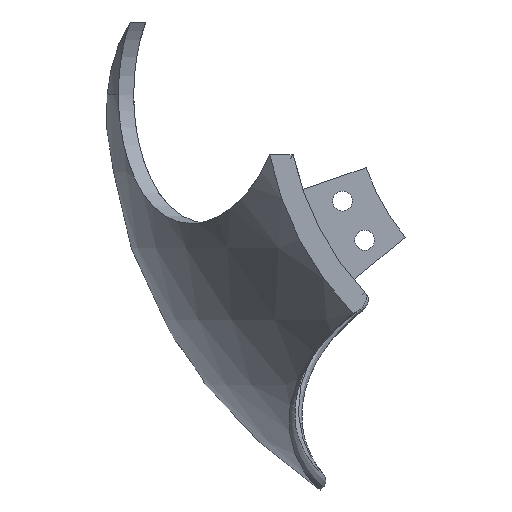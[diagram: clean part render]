
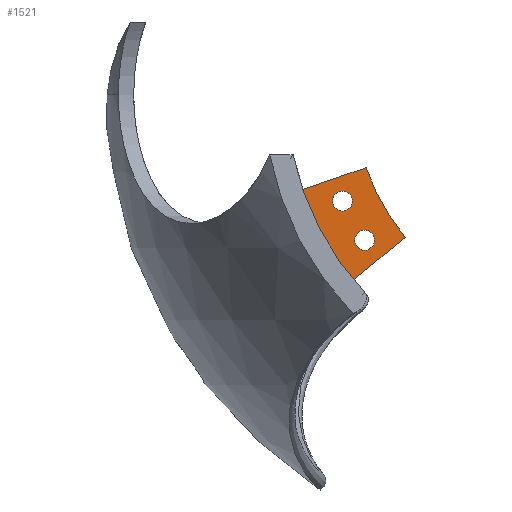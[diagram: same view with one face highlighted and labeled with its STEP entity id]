
A CAD part, left-side view. The second image highlights one B-rep face of the part: STEP entity #1521.
In plain terms, the highlighted planar face has unit normal (-1, 0, 0).
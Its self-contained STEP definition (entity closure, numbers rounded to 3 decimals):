
#8 = EDGE_CURVE ( 'NONE', #2181, #1803, #2417, .T. ) ;
#12 = ORIENTED_EDGE ( 'NONE', *, *, #1102, .F. ) ;
#44 = LINE ( 'NONE', #2493, #1694 ) ;
#49 = VECTOR ( 'NONE', #790, 1000. ) ;
#65 = EDGE_CURVE ( 'NONE', #1752, #2181, #702, .T. ) ;
#79 = CARTESIAN_POINT ( 'NONE',  ( -33.9, 23.441, -19.545 ) ) ;
#128 = DIRECTION ( 'NONE',  ( -1., 0., 0. ) ) ;
#146 = FACE_OUTER_BOUND ( 'NONE', #2064, .T. ) ;
#185 = B_SPLINE_CURVE_WITH_KNOTS ( 'NONE', 3,
 ( #2426, #2443, #2449, #2250 ),
 .UNSPECIFIED., .F., .F.,
 ( 4, 4 ),
 ( 0., 0. ),
 .UNSPECIFIED. ) ;
#244 = AXIS2_PLACEMENT_3D ( 'NONE', #1546, #306, #1749 ) ;
#272 = CARTESIAN_POINT ( 'NONE',  ( -33.9, 28.72, -10.328 ) ) ;
#293 = CARTESIAN_POINT ( 'NONE',  ( -33.9, 23.215, -19.304 ) ) ;
#306 = DIRECTION ( 'NONE',  ( -1., 0., 0. ) ) ;
#319 = CARTESIAN_POINT ( 'NONE',  ( -33.9, 27.642, -9.574 ) ) ;
#361 = CIRCLE ( 'NONE', #2671, 1. ) ;
#368 = EDGE_CURVE ( 'NONE', #2412, #1199, #1154, .T. ) ;
#375 = DIRECTION ( 'NONE',  ( -1., 0., 0. ) ) ;
#393 = ORIENTED_EDGE ( 'NONE', *, *, #1748, .F. ) ;
#451 = EDGE_CURVE ( 'NONE', #2399, #1342, #185, .T. ) ;
#468 = CARTESIAN_POINT ( 'NONE',  ( -33.9, 21.409, -14.677 ) ) ;
#492 = VERTEX_POINT ( 'NONE', #1654 ) ;
#493 = AXIS2_PLACEMENT_3D ( 'NONE', #1129, #2562, #1332 ) ;
#502 = CARTESIAN_POINT ( 'NONE',  ( -33.9, 0., 0. ) ) ;
#516 = ORIENTED_EDGE ( 'NONE', *, *, #368, .T. ) ;
#544 = EDGE_LOOP ( 'NONE', ( #1461, #1565 ) ) ;
#545 = CIRCLE ( 'NONE', #867, 30.52 ) ;
#554 = AXIS2_PLACEMENT_3D ( 'NONE', #1552, #1558, #1548 ) ;
#570 = CARTESIAN_POINT ( 'NONE',  ( -33.9, 27.514, -9.936 ) ) ;
#580 = CIRCLE ( 'NONE', #244, 1. ) ;
#604 = FACE_BOUND ( 'NONE', #544, .T. ) ;
#658 = DIRECTION ( 'NONE',  ( 0., -0.799, -0.602 ) ) ;
#659 = EDGE_CURVE ( 'NONE', #2054, #1101, #1178, .T. ) ;
#702 = LINE ( 'NONE', #1883, #1335 ) ;
#733 = VERTEX_POINT ( 'NONE', #319 ) ;
#790 = DIRECTION ( 'NONE',  ( 0., 0.945, -0.327 ) ) ;
#860 = DIRECTION ( 'NONE',  ( 0., 0., 1. ) ) ;
#867 = AXIS2_PLACEMENT_3D ( 'NONE', #2405, #1175, #2606 ) ;
#920 = CARTESIAN_POINT ( 'NONE',  ( -33.9, 22.493, -18.703 ) ) ;
#987 = DIRECTION ( 'NONE',  ( 0., 0.941, -0.34 ) ) ;
#997 = CARTESIAN_POINT ( 'NONE',  ( -33.9, 27.642, -9.574 ) ) ;
#1014 = CARTESIAN_POINT ( 'NONE',  ( -33.9, 21.261, -7.364 ) ) ;
#1055 = DIRECTION ( 'NONE',  ( 0., -0.769, 0.639 ) ) ;
#1078 = LINE ( 'NONE', #997, #49 ) ;
#1101 = VERTEX_POINT ( 'NONE', #1937 ) ;
#1102 = EDGE_CURVE ( 'NONE', #2180, #2029, #580, .T. ) ;
#1113 = LINE ( 'NONE', #570, #1539 ) ;
#1129 = CARTESIAN_POINT ( 'NONE',  ( -33.9, 0., 0. ) ) ;
#1141 = AXIS2_PLACEMENT_3D ( 'NONE', #468, #1912, #658 ) ;
#1154 = CIRCLE ( 'NONE', #1780, 22.5 ) ;
#1162 = DIRECTION ( 'NONE',  ( 0., -0.866, -0.5 ) ) ;
#1166 = DIRECTION ( 'NONE',  ( 1., 0., 0. ) ) ;
#1175 = DIRECTION ( 'NONE',  ( -1., 0., 0. ) ) ;
#1178 = CIRCLE ( 'NONE', #554, 1. ) ;
#1197 = CARTESIAN_POINT ( 'NONE',  ( -33.9, 0., 0. ) ) ;
#1198 = EDGE_CURVE ( 'NONE', #1199, #733, #1078, .T. ) ;
#1199 = VERTEX_POINT ( 'NONE', #1014 ) ;
#1200 = CARTESIAN_POINT ( 'NONE',  ( -33.9, 23.215, -19.304 ) ) ;
#1228 = VERTEX_POINT ( 'NONE', #2045 ) ;
#1283 = CARTESIAN_POINT ( 'NONE',  ( -33.9, 23.632, -9.736 ) ) ;
#1315 = CARTESIAN_POINT ( 'NONE',  ( -33.9, 23.376, -19.455 ) ) ;
#1321 = CARTESIAN_POINT ( 'NONE',  ( -33.9, 23.632, -11.736 ) ) ;
#1332 = DIRECTION ( 'NONE',  ( 0., 0.866, 0.5 ) ) ;
#1335 = VECTOR ( 'NONE', #1891, 1000. ) ;
#1342 = VERTEX_POINT ( 'NONE', #272 ) ;
#1347 = DIRECTION ( 'NONE',  ( 1., 0., 0. ) ) ;
#1367 = CIRCLE ( 'NONE', #493, 29.253 ) ;
#1412 = CARTESIAN_POINT ( 'NONE',  ( -33.9, 22.509, -18.684 ) ) ;
#1433 = AXIS2_PLACEMENT_3D ( 'NONE', #2185, #128, #1573 ) ;
#1461 = ORIENTED_EDGE ( 'NONE', *, *, #659, .T. ) ;
#1521 = ADVANCED_FACE ( 'NONE', ( #146, #604, #2206 ), #1964, .T. ) ;
#1527 = CARTESIAN_POINT ( 'NONE',  ( -33.9, 23.301, -19.375 ) ) ;
#1539 = VECTOR ( 'NONE', #987, 1000. ) ;
#1546 = CARTESIAN_POINT ( 'NONE',  ( -33.9, 23.632, -10.736 ) ) ;
#1548 = DIRECTION ( 'NONE',  ( 0., -0.799, -0.602 ) ) ;
#1552 = CARTESIAN_POINT ( 'NONE',  ( -33.9, 21.409, -14.677 ) ) ;
#1558 = DIRECTION ( 'NONE',  ( 1., 0., 0. ) ) ;
#1565 = ORIENTED_EDGE ( 'NONE', *, *, #2669, .T. ) ;
#1566 = ORIENTED_EDGE ( 'NONE', *, *, #2119, .T. ) ;
#1573 = DIRECTION ( 'NONE',  ( 0., 0., -1. ) ) ;
#1577 = EDGE_CURVE ( 'NONE', #1342, #1228, #545, .T. ) ;
#1617 = CARTESIAN_POINT ( 'NONE',  ( -33.9, 23.632, -10.736 ) ) ;
#1654 = CARTESIAN_POINT ( 'NONE',  ( -33.9, 27.514, -9.936 ) ) ;
#1660 = AXIS2_PLACEMENT_3D ( 'NONE', #502, #1347, #860 ) ;
#1691 = EDGE_CURVE ( 'NONE', #492, #2399, #1113, .T. ) ;
#1694 = VECTOR ( 'NONE', #1055, 1000. ) ;
#1707 = CARTESIAN_POINT ( 'NONE',  ( -33.9, 21.409, -15.677 ) ) ;
#1748 = EDGE_CURVE ( 'NONE', #2029, #2180, #361, .T. ) ;
#1749 = DIRECTION ( 'NONE',  ( 0., -0.766, -0.643 ) ) ;
#1752 = VERTEX_POINT ( 'NONE', #1200 ) ;
#1780 = AXIS2_PLACEMENT_3D ( 'NONE', #1197, #1166, #1162 ) ;
#1803 = VERTEX_POINT ( 'NONE', #1412 ) ;
#1825 = DIRECTION ( 'NONE',  ( 0., -0.766, -0.643 ) ) ;
#1827 = CARTESIAN_POINT ( 'NONE',  ( -33.9, 28.398, -10.255 ) ) ;
#1883 = CARTESIAN_POINT ( 'NONE',  ( -33.9, 25.374, -21.099 ) ) ;
#1889 = B_SPLINE_CURVE_WITH_KNOTS ( 'NONE', 3,
 ( #79, #1315, #1527, #293 ),
 .UNSPECIFIED., .F., .F.,
 ( 4, 4 ),
 ( 0., 0. ),
 .UNSPECIFIED. ) ;
#1891 = DIRECTION ( 'NONE',  ( 0., -0.769, 0.639 ) ) ;
#1912 = DIRECTION ( 'NONE',  ( 1., 0., 0. ) ) ;
#1937 = CARTESIAN_POINT ( 'NONE',  ( -33.9, 21.409, -13.677 ) ) ;
#1942 = CIRCLE ( 'NONE', #1141, 1. ) ;
#1944 = EDGE_CURVE ( 'NONE', #1803, #2412, #44, .T. ) ;
#1947 = ORIENTED_EDGE ( 'NONE', *, *, #1198, .T. ) ;
#1961 = ORIENTED_EDGE ( 'NONE', *, *, #451, .T. ) ;
#1964 = PLANE ( 'NONE',  #1433 ) ;
#1978 = ORIENTED_EDGE ( 'NONE', *, *, #1577, .T. ) ;
#2029 = VERTEX_POINT ( 'NONE', #1283 ) ;
#2037 = ORIENTED_EDGE ( 'NONE', *, *, #1944, .T. ) ;
#2045 = CARTESIAN_POINT ( 'NONE',  ( -33.9, 23.441, -19.545 ) ) ;
#2054 = VERTEX_POINT ( 'NONE', #1707 ) ;
#2064 = EDGE_LOOP ( 'NONE', ( #2037, #516, #1947, #2559, #2140, #1961, #1978, #1566, #2413, #2430 ) ) ;
#2119 = EDGE_CURVE ( 'NONE', #1228, #1752, #1889, .T. ) ;
#2140 = ORIENTED_EDGE ( 'NONE', *, *, #1691, .T. ) ;
#2176 = EDGE_CURVE ( 'NONE', #733, #492, #1367, .T. ) ;
#2180 = VERTEX_POINT ( 'NONE', #1321 ) ;
#2181 = VERTEX_POINT ( 'NONE', #920 ) ;
#2185 = CARTESIAN_POINT ( 'NONE',  ( -33.9, 0., 0. ) ) ;
#2205 = EDGE_LOOP ( 'NONE', ( #12, #393 ) ) ;
#2206 = FACE_BOUND ( 'NONE', #2205, .T. ) ;
#2250 = CARTESIAN_POINT ( 'NONE',  ( -33.9, 28.72, -10.328 ) ) ;
#2399 = VERTEX_POINT ( 'NONE', #1827 ) ;
#2405 = CARTESIAN_POINT ( 'NONE',  ( -33.9, 0., 0. ) ) ;
#2412 = VERTEX_POINT ( 'NONE', #2444 ) ;
#2413 = ORIENTED_EDGE ( 'NONE', *, *, #65, .T. ) ;
#2417 = CIRCLE ( 'NONE', #1660, 29.253 ) ;
#2426 = CARTESIAN_POINT ( 'NONE',  ( -33.9, 28.398, -10.255 ) ) ;
#2430 = ORIENTED_EDGE ( 'NONE', *, *, #8, .T. ) ;
#2443 = CARTESIAN_POINT ( 'NONE',  ( -33.9, 28.502, -10.293 ) ) ;
#2444 = CARTESIAN_POINT ( 'NONE',  ( -33.9, 17.312, -14.371 ) ) ;
#2449 = CARTESIAN_POINT ( 'NONE',  ( -33.9, 28.609, -10.318 ) ) ;
#2493 = CARTESIAN_POINT ( 'NONE',  ( -33.9, 17.312, -14.371 ) ) ;
#2559 = ORIENTED_EDGE ( 'NONE', *, *, #2176, .T. ) ;
#2562 = DIRECTION ( 'NONE',  ( -1., 0., 0. ) ) ;
#2606 = DIRECTION ( 'NONE',  ( 0., 0., 1. ) ) ;
#2669 = EDGE_CURVE ( 'NONE', #1101, #2054, #1942, .T. ) ;
#2671 = AXIS2_PLACEMENT_3D ( 'NONE', #1617, #375, #1825 ) ;
